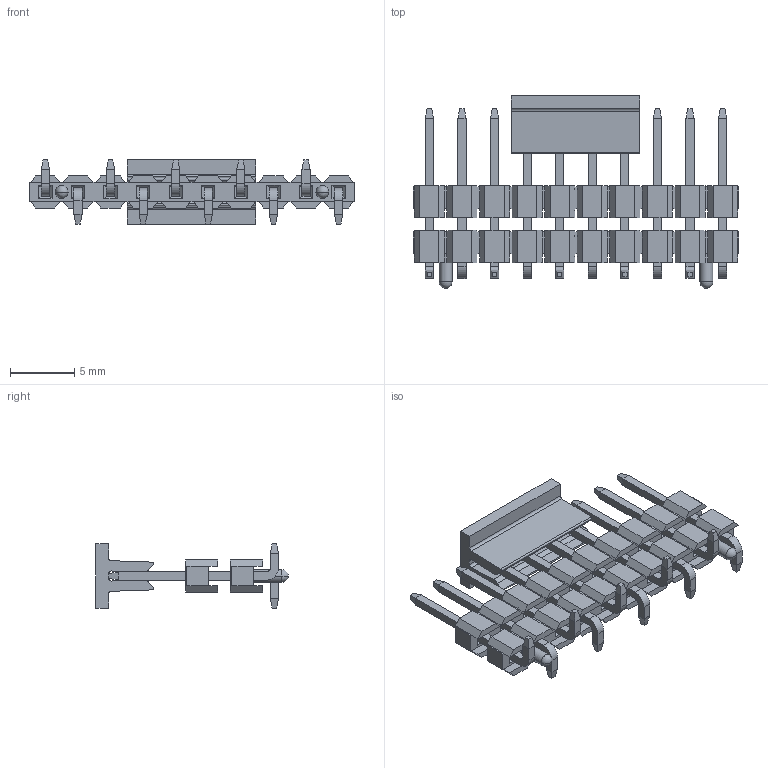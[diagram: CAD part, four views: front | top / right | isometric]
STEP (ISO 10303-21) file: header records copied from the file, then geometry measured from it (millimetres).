
FILE_DESCRIPTION( ('This file contains a STEP AP42 implementation' ,'as created by ZW3D STEP Interface translator.') ,'2;1' );
FILE_NAME( '1125-21XXXXMXXXXXXX(衄翐淏褐弇).stp' ,'23 331.1417 9', (''), ('ZWCAD Software Co.'), 'Version 1.0', 'ZW3D to STEP translator', '' );
FILE_SCHEMA(('AUTOMOTIVE_DESIGN { 1 0 10303 214 1 1 1 1 }'));
Length unit declared in the file: millimetre
Products named in the file (2): 0; 1125-2120XXM151XXXX(衄翐淏褐弇)
Bounding box: 25.4 x 15 x 5 mm (x, y, z)
Volume: 383 mm3; surface area: 1343.7 mm2
Topology: 13 solids, 13 shells, 782 faces, 1944 edges, 1186 vertices
Faces by surface type: plane 746, cylinder 32, sphere 4
Entity records: 23211 total; most frequent: CARTESIAN_POINT 3909, ORIENTED_EDGE 3880, DIRECTION 3574, EDGE_CURVE 1940, VECTOR 1872, LINE 1872, VERTEX_POINT 1186, AXIS2_PLACEMENT_3D 851
